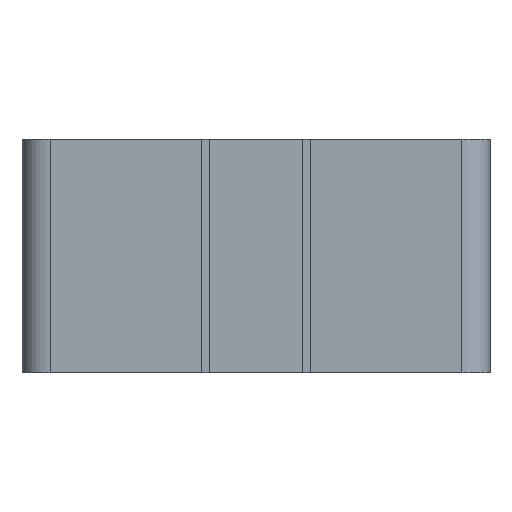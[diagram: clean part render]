
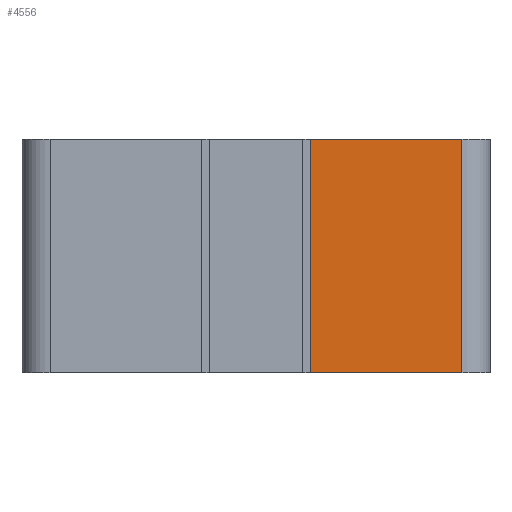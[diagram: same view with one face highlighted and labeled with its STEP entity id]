
A CAD part, front view. The second image highlights one B-rep face of the part: STEP entity #4556.
In plain terms, the highlighted planar face has unit normal (0, -1, 0).
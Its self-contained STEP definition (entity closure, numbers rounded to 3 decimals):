
#577 = PLANE ( 'NONE',  #579 ) ;
#579 = AXIS2_PLACEMENT_3D ( 'NONE', #5917, #2032, #1567 ) ;
#605 = CARTESIAN_POINT ( 'NONE',  ( 21.819, -24.747, 25. ) ) ;
#767 = CARTESIAN_POINT ( 'NONE',  ( 5.619, -24.747, 25. ) ) ;
#865 = DIRECTION ( 'NONE',  ( 1., 0., 0. ) ) ;
#872 = VECTOR ( 'NONE', #4662, 1000. ) ;
#928 = CARTESIAN_POINT ( 'NONE',  ( 21.819, -24.747, 0. ) ) ;
#1113 = DIRECTION ( 'NONE',  ( 0., 0., -1. ) ) ;
#1567 = DIRECTION ( 'NONE',  ( 0., 0., 1. ) ) ;
#1673 = ORIENTED_EDGE ( 'NONE', *, *, #2109, .T. ) ;
#1827 = VERTEX_POINT ( 'NONE', #767 ) ;
#1828 = CARTESIAN_POINT ( 'NONE',  ( 5.619, -24.747, 0. ) ) ;
#1829 = CARTESIAN_POINT ( 'NONE',  ( 5.619, -24.747, 25. ) ) ;
#1999 = EDGE_CURVE ( 'NONE', #1827, #5773, #4427, .T. ) ;
#2032 = DIRECTION ( 'NONE',  ( 0., 1., 0. ) ) ;
#2075 = CARTESIAN_POINT ( 'NONE',  ( 21.819, -24.747, 25. ) ) ;
#2109 = EDGE_CURVE ( 'NONE', #1827, #3402, #4282, .T. ) ;
#2148 = CARTESIAN_POINT ( 'NONE',  ( 5.619, -24.747, 0. ) ) ;
#2335 = ORIENTED_EDGE ( 'NONE', *, *, #6130, .T. ) ;
#2488 = EDGE_CURVE ( 'NONE', #5773, #4317, #3218, .T. ) ;
#2653 = DIRECTION ( 'NONE',  ( 1., 0., 0. ) ) ;
#3172 = LINE ( 'NONE', #2148, #3923 ) ;
#3218 = LINE ( 'NONE', #605, #5642 ) ;
#3402 = VERTEX_POINT ( 'NONE', #1828 ) ;
#3689 = CARTESIAN_POINT ( 'NONE',  ( 5.619, -24.747, 25. ) ) ;
#3889 = VECTOR ( 'NONE', #865, 1000. ) ;
#3923 = VECTOR ( 'NONE', #2653, 1000. ) ;
#4282 = LINE ( 'NONE', #1829, #872 ) ;
#4317 = VERTEX_POINT ( 'NONE', #928 ) ;
#4427 = LINE ( 'NONE', #3689, #3889 ) ;
#4556 = ADVANCED_FACE ( 'NONE', ( #6173 ), #577, .F. ) ;
#4662 = DIRECTION ( 'NONE',  ( 0., 0., -1. ) ) ;
#4940 = ORIENTED_EDGE ( 'NONE', *, *, #2488, .F. ) ;
#5642 = VECTOR ( 'NONE', #1113, 1000. ) ;
#5770 = EDGE_LOOP ( 'NONE', ( #2335, #4940, #6104, #1673 ) ) ;
#5773 = VERTEX_POINT ( 'NONE', #2075 ) ;
#5917 = CARTESIAN_POINT ( 'NONE',  ( 5.619, -24.747, 25. ) ) ;
#6104 = ORIENTED_EDGE ( 'NONE', *, *, #1999, .F. ) ;
#6130 = EDGE_CURVE ( 'NONE', #3402, #4317, #3172, .T. ) ;
#6173 = FACE_OUTER_BOUND ( 'NONE', #5770, .T. ) ;
